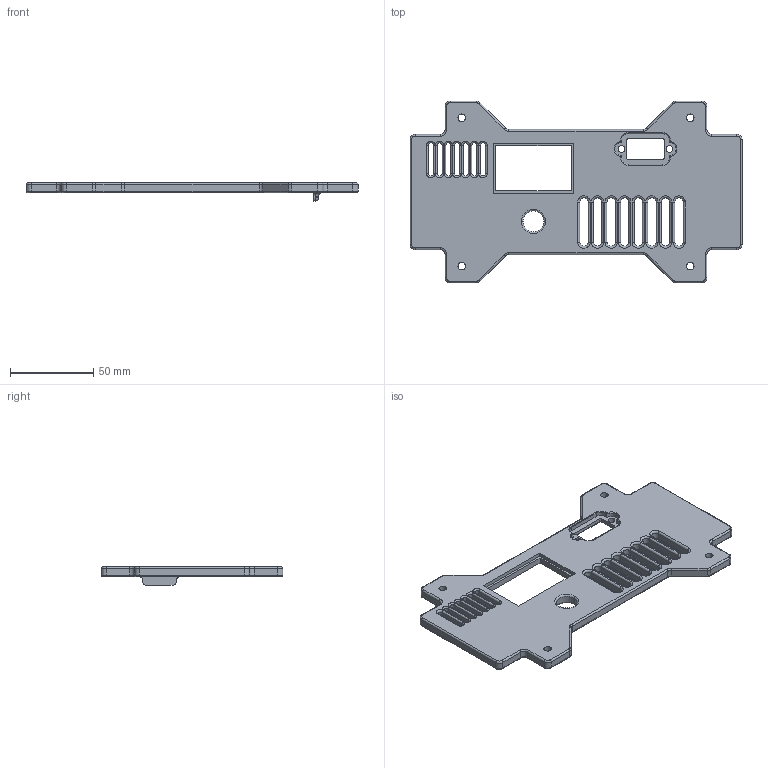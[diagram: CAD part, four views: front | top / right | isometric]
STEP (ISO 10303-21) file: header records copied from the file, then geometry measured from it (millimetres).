
FILE_DESCRIPTION (( 'STEP AP214' ), '1' );
FILE_NAME ('Left_plate.STEP', '2024-08-29T20:02:40', ( '' ), ( '' ), 'SwSTEP 2.0', 'SolidWorks 2024', '' );
FILE_SCHEMA (( 'AUTOMOTIVE_DESIGN' ));
Length unit declared in the file: millimetre
Products named in the file (1): Left_plate
Bounding box: 199 x 109 x 11 mm (x, y, z)
Volume: 78351.9 mm3; surface area: 36248.3 mm2
Topology: 1 solids, 1 shells, 392 faces, 927 edges, 537 vertices
Faces by surface type: cylinder 195, torus 117, plane 78, sphere 2
Entity records: 11368 total; most frequent: DIRECTION 2207, CARTESIAN_POINT 1919, ORIENTED_EDGE 1850, EDGE_CURVE 925, AXIS2_PLACEMENT_3D 897, VERTEX_POINT 537, CIRCLE 504, EDGE_LOOP 442
